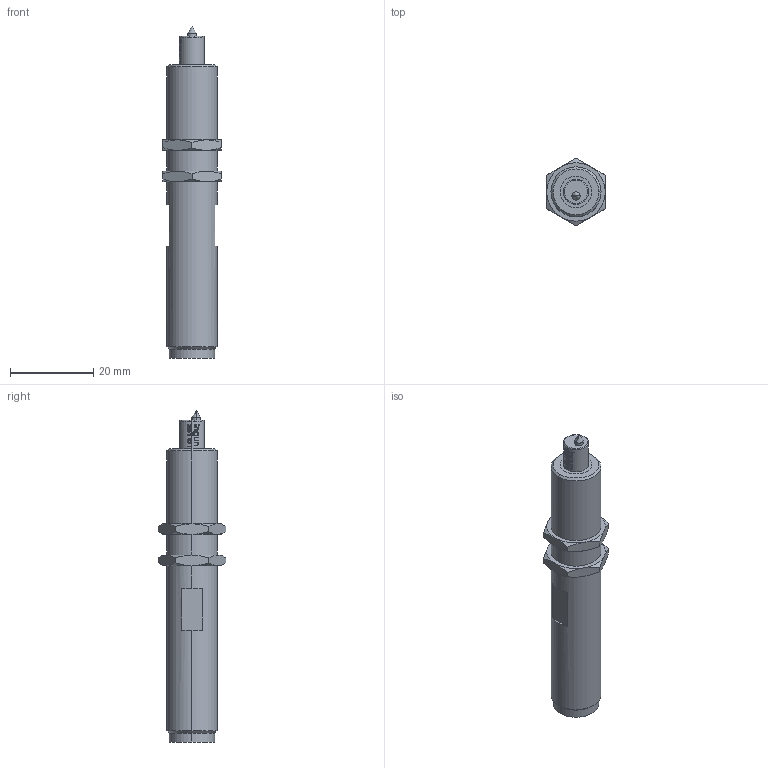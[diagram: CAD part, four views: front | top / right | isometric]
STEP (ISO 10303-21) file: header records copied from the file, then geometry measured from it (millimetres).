
FILE_DESCRIPTION (( 'STEP AP214' ), '1' );
FILE_NAME ('38371~3.STEP', '2019-05-24T10:25:59', ( '' ), ( '' ), 'SwSTEP 2.0', 'SolidWorks 2018', '' );
FILE_SCHEMA (( 'AUTOMOTIVE_DESIGN' ));
Length unit declared in the file: millimetre
Products named in the file (1): 38371~3
Bounding box: 14 x 16.17 x 79.6 mm (x, y, z)
Surface area: 4006.1 mm2 (no closed solid volume)
Topology: 0 solids, 2 shells, 144 faces, 436 edges, 327 vertices
Faces by surface type: cylinder 57, cone 46, plane 37, torus 2, bspline 2
Entity records: 6500 total; most frequent: CARTESIAN_POINT 2067, ORIENTED_EDGE 866, DIRECTION 722, EDGE_CURVE 434, VERTEX_POINT 327, AXIS2_PLACEMENT_3D 307, EDGE_LOOP 178, CIRCLE 164
